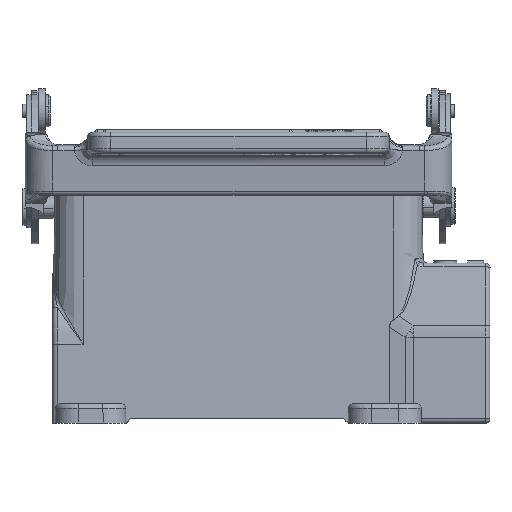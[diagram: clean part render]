
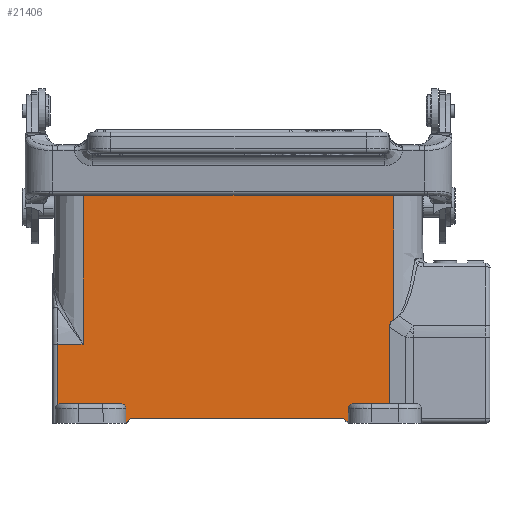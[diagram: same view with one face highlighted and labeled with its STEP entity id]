
A CAD part, top view. The second image highlights one B-rep face of the part: STEP entity #21406.
In plain terms, the highlighted planar face has unit normal (0, 0.018, 1).
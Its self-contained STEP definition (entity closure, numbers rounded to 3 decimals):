
#845=DIRECTION('',(1.,0.,0.));
#846=VECTOR('',#845,46.6);
#847=CARTESIAN_POINT('',(-23.6,-57.5,15.727));
#848=LINE('',#847,#846);
#889=CARTESIAN_POINT('',(34.,-35.81,15.349));
#890=CARTESIAN_POINT('',(33.912,-35.851,15.35));
#891=CARTESIAN_POINT('',(33.748,-35.939,15.351));
#892=CARTESIAN_POINT('',(33.536,-36.092,15.354));
#893=CARTESIAN_POINT('',(33.358,-36.265,15.357));
#894=CARTESIAN_POINT('',(33.212,-36.457,15.36));
#895=CARTESIAN_POINT('',(33.097,-36.668,15.364));
#896=CARTESIAN_POINT('',(33.011,-36.906,15.368));
#897=CARTESIAN_POINT('',(32.955,-37.176,15.373));
#898=CARTESIAN_POINT('',(32.941,-37.385,15.376));
#899=CARTESIAN_POINT('',(32.941,-37.496,15.378));
#901=DIRECTION('',(-1.,0.,0.));
#902=VECTOR('',#901,7.885);
#903=CARTESIAN_POINT('',(32.941,-54.3,15.672));
#904=LINE('',#903,#902);
#905=CARTESIAN_POINT('',(25.056,-54.3,15.672));
#906=CARTESIAN_POINT('',(24.949,-54.3,15.672));
#907=CARTESIAN_POINT('',(24.746,-54.333,15.672));
#908=CARTESIAN_POINT('',(24.464,-54.474,15.675));
#909=CARTESIAN_POINT('',(24.241,-54.693,15.678));
#910=CARTESIAN_POINT('',(24.094,-54.973,15.683));
#911=CARTESIAN_POINT('',(24.058,-55.175,15.687));
#912=CARTESIAN_POINT('',(24.056,-55.283,15.689));
#914=DIRECTION('',(-0.017,-1.,0.017));
#915=VECTOR('',#914,3.218);
#916=CARTESIAN_POINT('',(24.056,-55.283,15.689));
#917=LINE('',#916,#915);
#918=DIRECTION('',(-0.707,0.707,-0.012));
#919=VECTOR('',#918,1.414);
#920=CARTESIAN_POINT('',(24.,-58.5,15.745));
#921=LINE('',#920,#919);
#922=DIRECTION('',(-0.707,-0.707,0.012));
#923=VECTOR('',#922,1.414);
#924=CARTESIAN_POINT('',(-23.6,-57.5,15.727));
#925=LINE('',#924,#923);
#926=DIRECTION('',(-0.017,1.,-0.017));
#927=VECTOR('',#926,3.218);
#928=CARTESIAN_POINT('',(-24.6,-58.5,15.745));
#929=LINE('',#928,#927);
#930=CARTESIAN_POINT('',(-24.656,-55.283,15.689));
#931=CARTESIAN_POINT('',(-24.658,-55.175,15.687));
#932=CARTESIAN_POINT('',(-24.694,-54.973,15.683));
#933=CARTESIAN_POINT('',(-24.841,-54.693,15.678));
#934=CARTESIAN_POINT('',(-25.064,-54.474,15.675));
#935=CARTESIAN_POINT('',(-25.346,-54.333,15.672));
#936=CARTESIAN_POINT('',(-25.549,-54.3,15.672));
#937=CARTESIAN_POINT('',(-25.656,-54.3,15.672));
#939=DIRECTION('',(-1.,0.,0.));
#940=VECTOR('',#939,13.388);
#941=CARTESIAN_POINT('',(-25.656,-54.3,15.672));
#942=LINE('',#941,#940);
#943=CARTESIAN_POINT('',(-39.044,-54.3,15.672));
#944=CARTESIAN_POINT('',(-39.246,-54.3,15.672));
#945=CARTESIAN_POINT('',(-39.432,-54.356,15.673));
#946=CARTESIAN_POINT('',(-39.6,-54.469,15.675));
#968=DIRECTION('',(0.,1.,-0.017));
#969=VECTOR('',#968,33.824);
#970=CARTESIAN_POINT('',(34.,-35.81,15.349));
#971=LINE('',#970,#969);
#2661=DIRECTION('',(-1.,0.,0.));
#2662=VECTOR('',#2661,68.);
#2663=CARTESIAN_POINT('',(34.,-1.991,14.759));
#2664=LINE('',#2663,#2662);
#2831=DIRECTION('',(0.,-1.,0.017));
#2832=VECTOR('',#2831,39.245);
#2833=CARTESIAN_POINT('',(-34.,-1.991,
14.759));
#2834=LINE('',#2833,#2832);
#2872=DIRECTION('',(-1.,0.,0.));
#2873=VECTOR('',#2872,5.6);
#2874=CARTESIAN_POINT('',(-34.,-41.23,
15.443));
#2875=LINE('',#2874,#2873);
#2960=DIRECTION('',(0.,-1.,0.017));
#2961=VECTOR('',#2960,13.24);
#2962=CARTESIAN_POINT('',(-39.6,-41.23,15.443));
#2963=LINE('',#2962,#2961);
#13462=DIRECTION('',(0.,1.,-0.017));
#13463=VECTOR('',#13462,16.807);
#13464=CARTESIAN_POINT('',(32.941,-54.3,
15.672));
#13465=LINE('',#13464,#13463);
#17301=CARTESIAN_POINT('',(23.,-57.5,
15.727));
#17302=VERTEX_POINT('',#17301);
#17303=CARTESIAN_POINT('',(24.,-58.5,
15.745));
#17304=VERTEX_POINT('',#17303);
#17305=CARTESIAN_POINT('',(-23.6,-57.5,
15.727));
#17306=VERTEX_POINT('',#17305);
#17316=CARTESIAN_POINT('',(34.,-35.81,
15.349));
#17317=CARTESIAN_POINT('',(34.,-1.991,
14.759));
#17318=VERTEX_POINT('',#17316);
#17319=VERTEX_POINT('',#17317);
#17320=VERTEX_POINT('',#899);
#17321=CARTESIAN_POINT('',(32.941,-54.3,
15.672));
#17322=VERTEX_POINT('',#17321);
#17323=CARTESIAN_POINT('',(25.056,-54.3,
15.672));
#17324=VERTEX_POINT('',#17323);
#17325=VERTEX_POINT('',#912);
#17326=CARTESIAN_POINT('',(-24.6,-58.5,
15.745));
#17327=VERTEX_POINT('',#17326);
#17328=CARTESIAN_POINT('',(-24.656,-55.283,
15.689));
#17329=VERTEX_POINT('',#17328);
#17330=VERTEX_POINT('',#937);
#17331=CARTESIAN_POINT('',(-39.044,-54.3,
15.672));
#17332=VERTEX_POINT('',#17331);
#17333=VERTEX_POINT('',#946);
#17334=CARTESIAN_POINT('',(-39.6,-41.23,15.443));
#17335=VERTEX_POINT('',#17334);
#17336=CARTESIAN_POINT('',(-34.,-41.23,
15.443));
#17337=VERTEX_POINT('',#17336);
#17338=CARTESIAN_POINT('',(-34.,-1.991,
14.759));
#17339=VERTEX_POINT('',#17338);
#21367=CARTESIAN_POINT('',(-2.8,-30.246,
15.252));
#21368=DIRECTION('',(0.,0.017,1.));
#21369=DIRECTION('',(0.,-1.,0.017));
#21370=AXIS2_PLACEMENT_3D('',#21367,#21368,#21369);
#21371=PLANE('',#21370);
#21373=ORIENTED_EDGE('',*,*,#21372,.F.);
#21375=ORIENTED_EDGE('',*,*,#21374,.T.);
#21377=ORIENTED_EDGE('',*,*,#21376,.F.);
#21379=ORIENTED_EDGE('',*,*,#21378,.T.);
#21381=ORIENTED_EDGE('',*,*,#21380,.T.);
#21383=ORIENTED_EDGE('',*,*,#21382,.T.);
#21384=ORIENTED_EDGE('',*,*,#21333,.T.);
#21385=ORIENTED_EDGE('',*,*,#21346,.F.);
#21387=ORIENTED_EDGE('',*,*,#21386,.T.);
#21389=ORIENTED_EDGE('',*,*,#21388,.T.);
#21391=ORIENTED_EDGE('',*,*,#21390,.T.);
#21393=ORIENTED_EDGE('',*,*,#21392,.T.);
#21395=ORIENTED_EDGE('',*,*,#21394,.T.);
#21397=ORIENTED_EDGE('',*,*,#21396,.F.);
#21399=ORIENTED_EDGE('',*,*,#21398,.F.);
#21401=ORIENTED_EDGE('',*,*,#21400,.F.);
#21403=ORIENTED_EDGE('',*,*,#21402,.F.);
#21404=EDGE_LOOP('',(#21373,#21375,#21377,#21379,#21381,#21383,#21384,#21385,
#21387,#21389,#21391,#21393,#21395,#21397,#21399,#21401,#21403));
#21405=FACE_OUTER_BOUND('',#21404,.F.);
#21406=ADVANCED_FACE('',(#21405),#21371,.T.);
#900=B_SPLINE_CURVE_WITH_KNOTS('',3,(#889,#890,#891,#892,#893,#894,#895,#896,
#897,#898,#899),.UNSPECIFIED.,.F.,.F.,(4,1,1,1,1,1,1,1,4),(0.,0.125,0.25,
0.375,0.5,0.625,0.75,0.875,1.),.UNSPECIFIED.);
#913=B_SPLINE_CURVE_WITH_KNOTS('',3,(#905,#906,#907,#908,#909,#910,#911,#912),
.UNSPECIFIED.,.F.,.F.,(4,1,1,1,1,4),(0.,0.2,0.4,0.6,0.8,1.),
.UNSPECIFIED.);
#938=B_SPLINE_CURVE_WITH_KNOTS('',3,(#930,#931,#932,#933,#934,#935,#936,#937),
.UNSPECIFIED.,.F.,.F.,(4,1,1,1,1,4),(0.,0.2,0.4,0.6,0.8,1.),
.UNSPECIFIED.);
#947=B_SPLINE_CURVE_WITH_KNOTS('',3,(#943,#944,#945,#946),.UNSPECIFIED.,.F.,.F.,
(4,4),(0.,1.),.UNSPECIFIED.);
#21333=EDGE_CURVE('',#17304,#17302,#921,.T.);
#21346=EDGE_CURVE('',#17306,#17302,#848,.T.);
#21372=EDGE_CURVE('',#17318,#17319,#971,.T.);
#21374=EDGE_CURVE('',#17318,#17320,#900,.T.);
#21376=EDGE_CURVE('',#17322,#17320,#13465,.T.);
#21378=EDGE_CURVE('',#17322,#17324,#904,.T.);
#21380=EDGE_CURVE('',#17324,#17325,#913,.T.);
#21382=EDGE_CURVE('',#17325,#17304,#917,.T.);
#21386=EDGE_CURVE('',#17306,#17327,#925,.T.);
#21388=EDGE_CURVE('',#17327,#17329,#929,.T.);
#21390=EDGE_CURVE('',#17329,#17330,#938,.T.);
#21392=EDGE_CURVE('',#17330,#17332,#942,.T.);
#21394=EDGE_CURVE('',#17332,#17333,#947,.T.);
#21396=EDGE_CURVE('',#17335,#17333,#2963,.T.);
#21398=EDGE_CURVE('',#17337,#17335,#2875,.T.);
#21400=EDGE_CURVE('',#17339,#17337,#2834,.T.);
#21402=EDGE_CURVE('',#17319,#17339,#2664,.T.);
